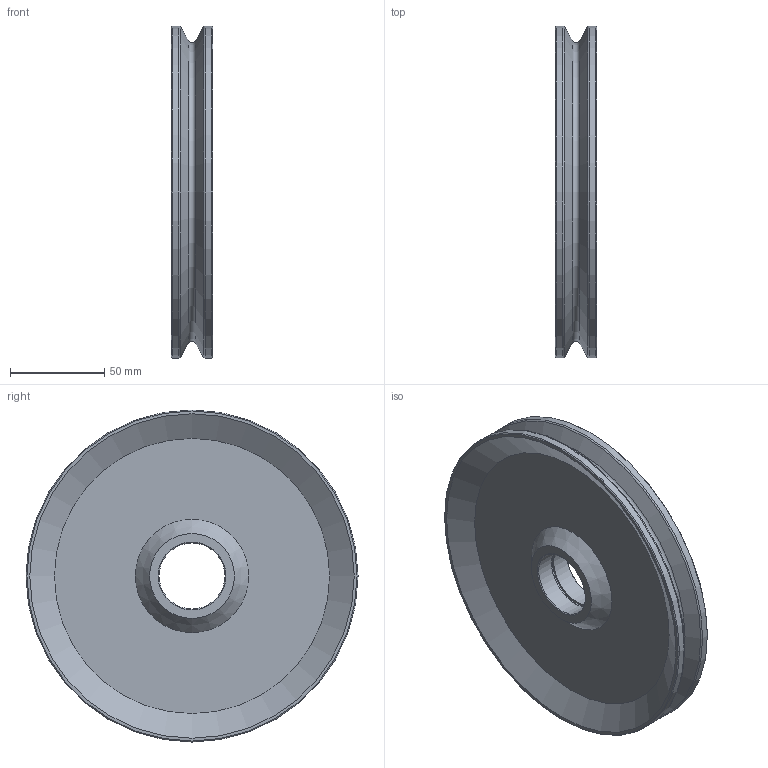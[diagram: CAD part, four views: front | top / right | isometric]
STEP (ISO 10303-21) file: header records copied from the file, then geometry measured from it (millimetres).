
FILE_DESCRIPTION (( 'STEP AP203' ), '1' );
FILE_NAME ('250528 STEP 1-400936-00_13515.STEP', '2025-05-28T04:06:15', ( '' ), ( '' ), 'SwSTEP 2.0', 'SolidWorks 2024', '' );
FILE_SCHEMA (( 'CONFIG_CONTROL_DESIGN' ));
Length unit declared in the file: millimetre
Products named in the file (1): 250528 STEP 1-400936-00_13515
Bounding box: 22 x 176 x 176 mm (x, y, z)
Volume: 194461.1 mm3; surface area: 69266.3 mm2
Topology: 1 solids, 1 shells, 26 faces, 47 edges, 29 vertices
Faces by surface type: cone 10, plane 8, cylinder 5, torus 3
Full cylindrical faces by diameter (mm): 35 x2, 37 x1, 176 x2
Entity records: 605 total; most frequent: DIRECTION 106, CARTESIAN_POINT 79, AXIS2_PLACEMENT_3D 53, EDGE_LOOP 52, ORIENTED_EDGE 52, FACE_OUTER_BOUND 34, ADVANCED_FACE 26, CIRCLE 26
